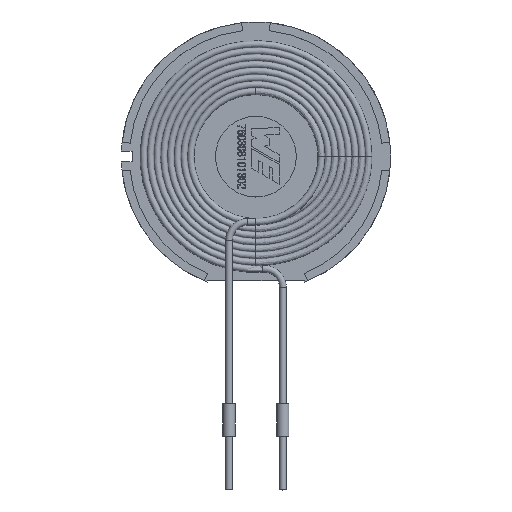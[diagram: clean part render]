
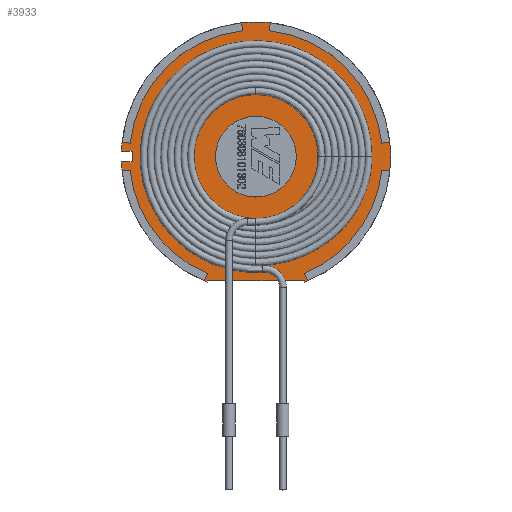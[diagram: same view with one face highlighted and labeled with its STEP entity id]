
A CAD part, top view. The second image highlights one B-rep face of the part: STEP entity #3933.
In plain terms, the highlighted face is planar.
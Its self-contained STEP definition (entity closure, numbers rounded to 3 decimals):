
#192=LINE('',#8149,#437);
#195=LINE('',#8155,#440);
#198=LINE('',#8161,#443);
#208=LINE('',#8197,#453);
#211=LINE('',#8203,#456);
#213=LINE('',#8206,#458);
#214=LINE('',#8212,#459);
#215=LINE('',#8213,#460);
#216=LINE('',#8217,#461);
#217=LINE('',#8218,#462);
#218=LINE('',#8222,#463);
#219=LINE('',#8223,#464);
#220=LINE('',#8227,#465);
#221=LINE('',#8228,#466);
#437=VECTOR('',#4542,1000.);
#440=VECTOR('',#4547,1000.);
#443=VECTOR('',#4552,1000.);
#453=VECTOR('',#4582,1000.);
#456=VECTOR('',#4587,1000.);
#458=VECTOR('',#4591,1000.);
#459=VECTOR('',#4598,1000.);
#460=VECTOR('',#4599,1000.);
#461=VECTOR('',#4602,1000.);
#462=VECTOR('',#4603,1000.);
#463=VECTOR('',#4606,1000.);
#464=VECTOR('',#4607,1000.);
#465=VECTOR('',#4610,1000.);
#466=VECTOR('',#4611,1000.);
#1072=ORIENTED_EDGE('',*,*,#1637,.F.);
#1073=ORIENTED_EDGE('',*,*,#1638,.F.);
#1074=ORIENTED_EDGE('',*,*,#1620,.T.);
#1075=ORIENTED_EDGE('',*,*,#1639,.F.);
#1076=ORIENTED_EDGE('',*,*,#1640,.F.);
#1077=ORIENTED_EDGE('',*,*,#1641,.F.);
#1078=ORIENTED_EDGE('',*,*,#1616,.T.);
#1079=ORIENTED_EDGE('',*,*,#1631,.T.);
#1080=ORIENTED_EDGE('',*,*,#1634,.T.);
#1081=ORIENTED_EDGE('',*,*,#1636,.T.);
#1082=ORIENTED_EDGE('',*,*,#1603,.T.);
#1083=ORIENTED_EDGE('',*,*,#1642,.T.);
#1084=ORIENTED_EDGE('',*,*,#1643,.T.);
#1085=ORIENTED_EDGE('',*,*,#1644,.T.);
#1086=ORIENTED_EDGE('',*,*,#1599,.T.);
#1087=ORIENTED_EDGE('',*,*,#1607,.T.);
#1088=ORIENTED_EDGE('',*,*,#1610,.T.);
#1089=ORIENTED_EDGE('',*,*,#1613,.T.);
#1090=ORIENTED_EDGE('',*,*,#1628,.T.);
#1091=ORIENTED_EDGE('',*,*,#1645,.T.);
#1092=ORIENTED_EDGE('',*,*,#1646,.T.);
#1093=ORIENTED_EDGE('',*,*,#1647,.T.);
#1094=ORIENTED_EDGE('',*,*,#1624,.T.);
#1095=ORIENTED_EDGE('',*,*,#1648,.F.);
#1096=ORIENTED_EDGE('',*,*,#1649,.F.);
#1599=EDGE_CURVE('',#1926,#1925,#2036,.T.);
#1603=EDGE_CURVE('',#1930,#1929,#2038,.T.);
#1607=EDGE_CURVE('',#1925,#1932,#192,.T.);
#1610=EDGE_CURVE('',#1932,#1934,#195,.T.);
#1613=EDGE_CURVE('',#1934,#1936,#198,.T.);
#1616=EDGE_CURVE('',#1939,#1938,#2040,.T.);
#1620=EDGE_CURVE('',#1943,#1942,#2042,.T.);
#1624=EDGE_CURVE('',#1947,#1946,#2044,.T.);
#1628=EDGE_CURVE('',#1936,#1950,#2046,.T.);
#1631=EDGE_CURVE('',#1938,#1952,#208,.T.);
#1634=EDGE_CURVE('',#1952,#1954,#211,.T.);
#1636=EDGE_CURVE('',#1954,#1930,#213,.T.);
#1637=EDGE_CURVE('',#1955,#1956,#2047,.T.);
#1638=EDGE_CURVE('',#1943,#1955,#214,.T.);
#1639=EDGE_CURVE('',#1957,#1942,#215,.T.);
#1640=EDGE_CURVE('',#1958,#1957,#2048,.T.);
#1641=EDGE_CURVE('',#1939,#1958,#216,.T.);
#1642=EDGE_CURVE('',#1929,#1959,#217,.T.);
#1643=EDGE_CURVE('',#1959,#1960,#2049,.T.);
#1644=EDGE_CURVE('',#1960,#1926,#218,.T.);
#1645=EDGE_CURVE('',#1950,#1961,#219,.T.);
#1646=EDGE_CURVE('',#1961,#1962,#2050,.T.);
#1647=EDGE_CURVE('',#1962,#1947,#220,.T.);
#1648=EDGE_CURVE('',#1956,#1946,#221,.T.);
#1649=EDGE_CURVE('',#1963,#1963,#2051,.T.);
#1925=VERTEX_POINT('',#8132);
#1926=VERTEX_POINT('',#8134);
#1929=VERTEX_POINT('',#8140);
#1930=VERTEX_POINT('',#8142);
#1932=VERTEX_POINT('',#8148);
#1934=VERTEX_POINT('',#8154);
#1936=VERTEX_POINT('',#8160);
#1938=VERTEX_POINT('',#8166);
#1939=VERTEX_POINT('',#8168);
#1942=VERTEX_POINT('',#8174);
#1943=VERTEX_POINT('',#8176);
#1946=VERTEX_POINT('',#8182);
#1947=VERTEX_POINT('',#8184);
#1950=VERTEX_POINT('',#8190);
#1952=VERTEX_POINT('',#8196);
#1954=VERTEX_POINT('',#8202);
#1955=VERTEX_POINT('',#8210);
#1956=VERTEX_POINT('',#8211);
#1957=VERTEX_POINT('',#8214);
#1958=VERTEX_POINT('',#8216);
#1959=VERTEX_POINT('',#8219);
#1960=VERTEX_POINT('',#8221);
#1961=VERTEX_POINT('',#8224);
#1962=VERTEX_POINT('',#8226);
#1963=VERTEX_POINT('',#8230);
#2036=CIRCLE('',#4109,25.);
#2038=CIRCLE('',#4111,25.);
#2040=CIRCLE('',#4117,25.);
#2042=CIRCLE('',#4119,25.);
#2044=CIRCLE('',#4121,25.);
#2046=CIRCLE('',#4123,25.);
#2047=CIRCLE('',#4129,23.5);
#2048=CIRCLE('',#4130,23.5);
#2049=CIRCLE('',#4131,23.5);
#2050=CIRCLE('',#4132,23.5);
#2051=CIRCLE('',#4133,7.5);
#2216=EDGE_LOOP('',(#1072,#1073,#1074,#1075,#1076,#1077,#1078,#1079,#1080,
#1081,#1082,#1083,#1084,#1085,#1086,#1087,#1088,#1089,#1090,#1091,#1092,
#1093,#1094,#1095));
#2217=EDGE_LOOP('',(#1096));
#2462=FACE_BOUND('',#2216,.T.);
#2463=FACE_BOUND('',#2217,.T.);
#2593=PLANE('',#4128);
#3933=ADVANCED_FACE('',(#2462,#2463),#2593,.T.);
#4109=AXIS2_PLACEMENT_3D('',#8133,#4529,#4530);
#4111=AXIS2_PLACEMENT_3D('',#8141,#4535,#4536);
#4117=AXIS2_PLACEMENT_3D('',#8167,#4558,#4559);
#4119=AXIS2_PLACEMENT_3D('',#8175,#4564,#4565);
#4121=AXIS2_PLACEMENT_3D('',#8183,#4570,#4571);
#4123=AXIS2_PLACEMENT_3D('',#8191,#4576,#4577);
#4128=AXIS2_PLACEMENT_3D('',#8208,#4594,#4595);
#4129=AXIS2_PLACEMENT_3D('',#8209,#4596,#4597);
#4130=AXIS2_PLACEMENT_3D('',#8215,#4600,#4601);
#4131=AXIS2_PLACEMENT_3D('',#8220,#4604,#4605);
#4132=AXIS2_PLACEMENT_3D('',#8225,#4608,#4609);
#4133=AXIS2_PLACEMENT_3D('',#8229,#4612,#4613);
#4529=DIRECTION('',(0.,-1.,0.));
#4530=DIRECTION('',(1.,0.,0.));
#4535=DIRECTION('',(0.,-1.,0.));
#4536=DIRECTION('',(1.,0.,0.));
#4542=DIRECTION('',(0.,0.,1.));
#4547=DIRECTION('',(1.,0.,0.));
#4552=DIRECTION('',(0.,0.,-1.));
#4558=DIRECTION('',(0.,-1.,0.));
#4559=DIRECTION('',(-1.,0.,0.));
#4564=DIRECTION('',(0.,-1.,0.));
#4565=DIRECTION('',(-1.,0.,0.));
#4570=DIRECTION('',(0.,-1.,0.));
#4571=DIRECTION('',(-1.,0.,0.));
#4576=DIRECTION('',(0.,-1.,0.));
#4577=DIRECTION('',(-1.,0.,0.));
#4582=DIRECTION('',(1.,0.,0.));
#4587=DIRECTION('',(0.,0.,-1.));
#4591=DIRECTION('',(-1.,0.,0.));
#4594=DIRECTION('',(0.,-1.,0.));
#4595=DIRECTION('',(0.,0.,-1.));
#4596=DIRECTION('',(0.,1.,0.));
#4597=DIRECTION('',(-1.,0.,0.));
#4598=DIRECTION('',(-0.106,0.,-0.994));
#4599=DIRECTION('',(-0.106,0.,0.994));
#4600=DIRECTION('',(0.,1.,0.));
#4601=DIRECTION('',(1.,0.,0.));
#4602=DIRECTION('',(0.994,0.,-0.106));
#4603=DIRECTION('',(0.994,0.,0.106));
#4604=DIRECTION('',(0.,-1.,0.));
#4605=DIRECTION('',(1.,0.,0.));
#4606=DIRECTION('',(-0.383,0.,-0.924));
#4607=DIRECTION('',(-0.383,0.,0.924));
#4608=DIRECTION('',(0.,-1.,0.));
#4609=DIRECTION('',(-1.,0.,0.));
#4610=DIRECTION('',(0.994,0.,-0.106));
#4611=DIRECTION('',(0.994,0.,0.106));
#4612=DIRECTION('',(0.,-1.,0.));
#4613=DIRECTION('',(0.,0.,-1.));
#8132=CARTESIAN_POINT('',(-9.,-2.,-23.324));
#8133=CARTESIAN_POINT('',(0.,-2.,0.));
#8134=CARTESIAN_POINT('',(-9.574,-2.,-23.094));
#8140=CARTESIAN_POINT('',(-24.858,-2.,-2.66));
#8141=CARTESIAN_POINT('',(0.,-2.,0.));
#8142=CARTESIAN_POINT('',(-24.98,-2.,-1.));
#8148=CARTESIAN_POINT('',(-9.,-2.,-23.));
#8149=CARTESIAN_POINT('',(-9.,-2.,-23.324));
#8154=CARTESIAN_POINT('',(9.,-2.,-23.));
#8155=CARTESIAN_POINT('',(-9.,-2.,-23.));
#8160=CARTESIAN_POINT('',(9.,-2.,-23.324));
#8161=CARTESIAN_POINT('',(9.,-2.,-23.));
#8166=CARTESIAN_POINT('',(-24.98,-2.,1.));
#8167=CARTESIAN_POINT('',(0.,-2.,0.));
#8168=CARTESIAN_POINT('',(-24.858,-2.,2.66));
#8174=CARTESIAN_POINT('',(-2.66,-2.,24.858));
#8175=CARTESIAN_POINT('',(0.,-2.,0.));
#8176=CARTESIAN_POINT('',(2.66,-2.,24.858));
#8182=CARTESIAN_POINT('',(24.858,-2.,2.66));
#8183=CARTESIAN_POINT('',(0.,-2.,0.));
#8184=CARTESIAN_POINT('',(24.858,-2.,-2.66));
#8190=CARTESIAN_POINT('',(9.574,-2.,-23.094));
#8191=CARTESIAN_POINT('',(0.,-2.,0.));
#8196=CARTESIAN_POINT('',(-23.,-2.,1.));
#8197=CARTESIAN_POINT('',(-24.98,-2.,1.));
#8202=CARTESIAN_POINT('',(-23.,-2.,-1.));
#8203=CARTESIAN_POINT('',(-23.,-2.,1.));
#8206=CARTESIAN_POINT('',(-23.,-2.,-1.));
#8208=CARTESIAN_POINT('',(0.,-2.,0.));
#8209=CARTESIAN_POINT('',(0.,-2.,0.));
#8210=CARTESIAN_POINT('',(2.5,-2.,23.367));
#8211=CARTESIAN_POINT('',(23.367,-2.,2.5));
#8212=CARTESIAN_POINT('',(2.66,-2.,24.858));
#8213=CARTESIAN_POINT('',(-2.5,-2.,23.367));
#8214=CARTESIAN_POINT('',(-2.5,-2.,23.367));
#8215=CARTESIAN_POINT('',(0.,-2.,0.));
#8216=CARTESIAN_POINT('',(-23.367,-2.,2.5));
#8217=CARTESIAN_POINT('',(-23.367,-2.,2.5));
#8218=CARTESIAN_POINT('',(-23.367,-2.,-2.5));
#8219=CARTESIAN_POINT('',(-23.367,-2.,-2.5));
#8220=CARTESIAN_POINT('',(0.,-2.,0.));
#8221=CARTESIAN_POINT('',(-9.,-2.,-21.708));
#8222=CARTESIAN_POINT('',(-9.,-2.,-21.708));
#8223=CARTESIAN_POINT('',(9.574,-2.,-23.094));
#8224=CARTESIAN_POINT('',(9.,-2.,-21.708));
#8225=CARTESIAN_POINT('',(0.,-2.,0.));
#8226=CARTESIAN_POINT('',(23.367,-2.,-2.5));
#8227=CARTESIAN_POINT('',(23.367,-2.,-2.5));
#8228=CARTESIAN_POINT('',(23.367,-2.,2.5));
#8229=CARTESIAN_POINT('',(0.,-2.,0.));
#8230=CARTESIAN_POINT('',(0.,-2.,-7.5));
